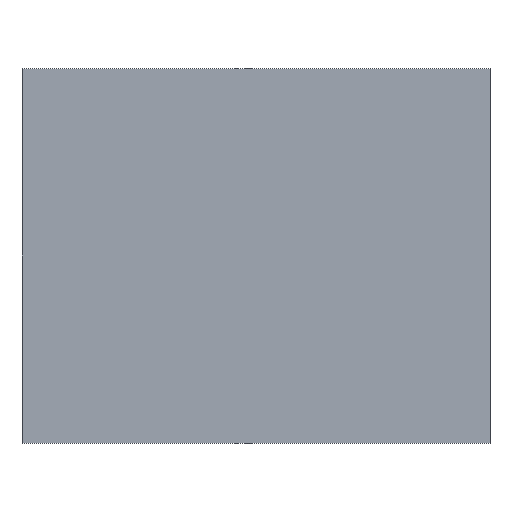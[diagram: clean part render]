
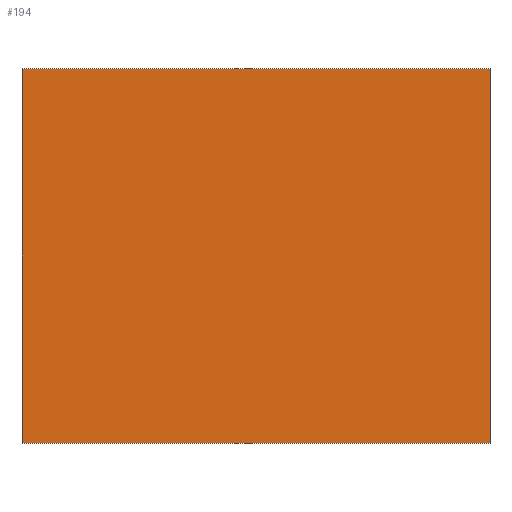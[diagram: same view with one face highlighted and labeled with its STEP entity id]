
A CAD part, front view. The second image highlights one B-rep face of the part: STEP entity #194.
In plain terms, the highlighted planar face has unit normal (0, -1, 0).
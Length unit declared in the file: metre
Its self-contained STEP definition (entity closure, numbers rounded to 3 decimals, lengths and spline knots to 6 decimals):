
#194=ADVANCED_FACE('0:129',(#272),#273,.T.);
#272=FACE_OUTER_BOUND('',#360,.T.);
#273=PLANE('',#361);
#360=EDGE_LOOP('',(#602,#603,#604,#605));
#361=AXIS2_PLACEMENT_3D('',#606,#607,#608);
#602=ORIENTED_EDGE('',*,*,#824,.T.);
#603=ORIENTED_EDGE('',*,*,#733,.F.);
#604=ORIENTED_EDGE('',*,*,#825,.F.);
#605=ORIENTED_EDGE('',*,*,#822,.T.);
#606=CARTESIAN_POINT('',(-0.009525,-0.01778,0.00762));
#607=DIRECTION('',(0.0,-1.0,0.0));
#608=DIRECTION('',(0.0,0.0,-1.0));
#733=EDGE_CURVE('0:147',#846,#841,#848,.T.);
#822=EDGE_CURVE('0:414',#996,#994,#997,.T.);
#824=EDGE_CURVE('0:420',#994,#841,#999,.T.);
#825=EDGE_CURVE('0:423',#996,#846,#1000,.T.);
#841=VERTEX_POINT('',#1021);
#846=VERTEX_POINT('',#1028);
#848=LINE('',#1031,#1032);
#994=VERTEX_POINT('',#1265);
#996=VERTEX_POINT('',#1268);
#997=LINE('',#1269,#1270);
#999=LINE('',#1273,#1274);
#1000=LINE('',#1275,#1276);
#1021=CARTESIAN_POINT('',(0.009525,-0.01778,0.01524));
#1028=CARTESIAN_POINT('',(-0.009525,-0.01778,0.01524));
#1031=CARTESIAN_POINT('',(-0.009525,-0.01778,0.01524));
#1032=VECTOR('',#1304,0.0254);
#1265=CARTESIAN_POINT('',(0.009525,-0.01778,0.0));
#1268=CARTESIAN_POINT('',(-0.009525,-0.01778,0.0));
#1269=CARTESIAN_POINT('',(-0.009525,-0.01778,0.0));
#1270=VECTOR('',#1393,0.0254);
#1273=CARTESIAN_POINT('',(0.009525,-0.01778,0.0));
#1274=VECTOR('',#1395,0.0254);
#1275=CARTESIAN_POINT('',(-0.009525,-0.01778,0.0));
#1276=VECTOR('',#1396,0.0254);
#1304=DIRECTION('',(1.0,0.0,0.0));
#1393=DIRECTION('',(1.0,0.0,0.0));
#1395=DIRECTION('',(0.0,0.0,1.0));
#1396=DIRECTION('',(0.0,0.0,1.0));
